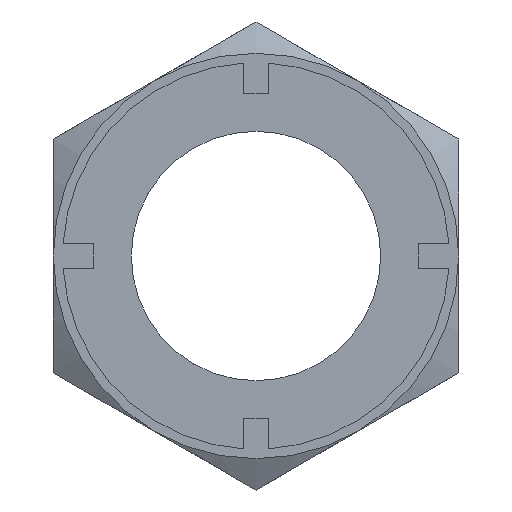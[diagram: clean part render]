
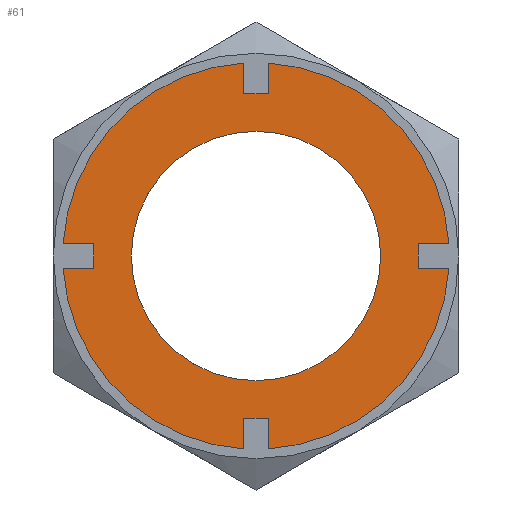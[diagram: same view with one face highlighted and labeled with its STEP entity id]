
A CAD part, left-side view. The second image highlights one B-rep face of the part: STEP entity #61.
In plain terms, the highlighted planar face has unit normal (-1, 0, 0).
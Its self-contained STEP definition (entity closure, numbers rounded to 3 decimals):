
#61=ADVANCED_FACE('',(#116,#117),#118,.T.);
#116=FACE_BOUND('',#197,.T.);
#117=FACE_OUTER_BOUND('',#198,.T.);
#118=PLANE('',#199);
#197=EDGE_LOOP('',(#353,#354));
#198=EDGE_LOOP('',(#355,#356,#357,#358,#359,#360,#361,#362,#363,#364,#365,#366,#367,#368,#369,#370));
#199=AXIS2_PLACEMENT_3D('',#371,#372,#373);
#353=ORIENTED_EDGE('',*,*,#558,.T.);
#354=ORIENTED_EDGE('',*,*,#562,.T.);
#355=ORIENTED_EDGE('',*,*,#571,.T.);
#356=ORIENTED_EDGE('',*,*,#568,.T.);
#357=ORIENTED_EDGE('',*,*,#565,.T.);
#358=ORIENTED_EDGE('',*,*,#599,.F.);
#359=ORIENTED_EDGE('',*,*,#581,.T.);
#360=ORIENTED_EDGE('',*,*,#578,.T.);
#361=ORIENTED_EDGE('',*,*,#575,.T.);
#362=ORIENTED_EDGE('',*,*,#597,.F.);
#363=ORIENTED_EDGE('',*,*,#591,.T.);
#364=ORIENTED_EDGE('',*,*,#588,.T.);
#365=ORIENTED_EDGE('',*,*,#585,.T.);
#366=ORIENTED_EDGE('',*,*,#595,.F.);
#367=ORIENTED_EDGE('',*,*,#603,.T.);
#368=ORIENTED_EDGE('',*,*,#604,.T.);
#369=ORIENTED_EDGE('',*,*,#605,.T.);
#370=ORIENTED_EDGE('',*,*,#600,.F.);
#371=CARTESIAN_POINT('',(-43.0,25.0,0.0));
#372=DIRECTION('',(-1.0,0.0,0.0));
#373=DIRECTION('',(0.0,0.0,1.0));
#558=EDGE_CURVE('',#656,#653,#657,.T.);
#562=EDGE_CURVE('',#653,#656,#662,.T.);
#565=EDGE_CURVE('',#668,#666,#669,.T.);
#568=EDGE_CURVE('',#673,#668,#674,.T.);
#571=EDGE_CURVE('',#678,#673,#679,.T.);
#575=EDGE_CURVE('',#686,#684,#687,.T.);
#578=EDGE_CURVE('',#691,#686,#692,.T.);
#581=EDGE_CURVE('',#696,#691,#697,.T.);
#585=EDGE_CURVE('',#704,#702,#705,.T.);
#588=EDGE_CURVE('',#709,#704,#710,.T.);
#591=EDGE_CURVE('',#714,#709,#715,.T.);
#595=EDGE_CURVE('',#719,#702,#721,.T.);
#597=EDGE_CURVE('',#714,#684,#723,.T.);
#599=EDGE_CURVE('',#696,#666,#725,.T.);
#600=EDGE_CURVE('',#678,#726,#727,.T.);
#603=EDGE_CURVE('',#719,#731,#732,.T.);
#604=EDGE_CURVE('',#731,#733,#734,.T.);
#605=EDGE_CURVE('',#733,#726,#735,.T.);
#653=VERTEX_POINT('',#809);
#656=VERTEX_POINT('',#813);
#657=CIRCLE('',#814,20.0);
#662=CIRCLE('',#820,20.0);
#666=VERTEX_POINT('',#825);
#668=VERTEX_POINT('',#828);
#669=LINE('',#829,#830);
#673=VERTEX_POINT('',#836);
#674=LINE('',#837,#838);
#678=VERTEX_POINT('',#844);
#679=LINE('',#845,#846);
#684=VERTEX_POINT('',#853);
#686=VERTEX_POINT('',#856);
#687=LINE('',#857,#858);
#691=VERTEX_POINT('',#864);
#692=LINE('',#865,#866);
#696=VERTEX_POINT('',#872);
#697=LINE('',#873,#874);
#702=VERTEX_POINT('',#881);
#704=VERTEX_POINT('',#884);
#705=LINE('',#885,#886);
#709=VERTEX_POINT('',#892);
#710=LINE('',#893,#894);
#714=VERTEX_POINT('',#900);
#715=LINE('',#901,#902);
#719=VERTEX_POINT('',#907);
#721=CIRCLE('',#910,31.0);
#723=CIRCLE('',#912,31.0);
#725=CIRCLE('',#914,31.0);
#726=VERTEX_POINT('',#915);
#727=CIRCLE('',#916,31.0);
#731=VERTEX_POINT('',#921);
#732=LINE('',#922,#923);
#733=VERTEX_POINT('',#924);
#734=LINE('',#925,#926);
#735=LINE('',#927,#928);
#809=CARTESIAN_POINT('',(-43.0,0.,20.0));
#813=CARTESIAN_POINT('',(-43.0,0.,-20.0));
#814=AXIS2_PLACEMENT_3D('',#1230,#1231,#1232);
#820=AXIS2_PLACEMENT_3D('',#1240,#1241,#1242);
#825=CARTESIAN_POINT('',(-43.0,-2.,-30.935));
#828=CARTESIAN_POINT('',(-43.0,-2.,-26.0));
#829=CARTESIAN_POINT('',(-43.0,-2.0,-15.468));
#830=VECTOR('',#1245,10.0);
#836=CARTESIAN_POINT('',(-43.0,2.0,-26.0));
#837=CARTESIAN_POINT('',(-43.0,11.5,-26.0));
#838=VECTOR('',#1248,10.0);
#844=CARTESIAN_POINT('',(-43.0,2.,-30.935));
#845=CARTESIAN_POINT('',(-43.0,2.0,-13.0));
#846=VECTOR('',#1251,10.0);
#853=CARTESIAN_POINT('',(-43.0,-30.935,2.0));
#856=CARTESIAN_POINT('',(-43.0,-26.0,2.0));
#857=CARTESIAN_POINT('',(-43.0,-2.968,2.0));
#858=VECTOR('',#1255,10.0);
#864=CARTESIAN_POINT('',(-43.0,-26.0,-2.0));
#865=CARTESIAN_POINT('',(-43.0,-26.0,1.));
#866=VECTOR('',#1258,10.0);
#872=CARTESIAN_POINT('',(-43.0,-30.935,-2.0));
#873=CARTESIAN_POINT('',(-43.0,-0.5,-2.0));
#874=VECTOR('',#1261,10.0);
#881=CARTESIAN_POINT('',(-43.0,2.0,30.935));
#884=CARTESIAN_POINT('',(-43.0,2.0,26.0));
#885=CARTESIAN_POINT('',(-43.0,2.0,15.468));
#886=VECTOR('',#1265,10.0);
#892=CARTESIAN_POINT('',(-43.0,-2.0,26.0));
#893=CARTESIAN_POINT('',(-43.0,13.5,26.0));
#894=VECTOR('',#1268,10.0);
#900=CARTESIAN_POINT('',(-43.0,-2.0,30.935));
#901=CARTESIAN_POINT('',(-43.0,-2.0,13.0));
#902=VECTOR('',#1271,10.0);
#907=CARTESIAN_POINT('',(-43.0,30.935,2.0));
#910=AXIS2_PLACEMENT_3D('',#1277,#1278,#1279);
#912=AXIS2_PLACEMENT_3D('',#1283,#1284,#1285);
#914=AXIS2_PLACEMENT_3D('',#1289,#1290,#1291);
#915=CARTESIAN_POINT('',(-43.0,30.935,-2.0));
#916=AXIS2_PLACEMENT_3D('',#1292,#1293,#1294);
#921=CARTESIAN_POINT('',(-43.0,26.0,2.0));
#922=CARTESIAN_POINT('',(-43.0,25.5,2.0));
#923=VECTOR('',#1299,10.0);
#924=CARTESIAN_POINT('',(-43.0,26.0,-2.0));
#925=CARTESIAN_POINT('',(-43.0,26.0,-1.0));
#926=VECTOR('',#1300,10.0);
#927=CARTESIAN_POINT('',(-43.0,27.968,-2.0));
#928=VECTOR('',#1301,10.0);
#1230=CARTESIAN_POINT('',(-43.0,0.0,0.0));
#1231=DIRECTION('',(1.0,0.0,-0.0));
#1232=DIRECTION('',(0.0,0.,1.0));
#1240=CARTESIAN_POINT('',(-43.0,0.0,0.0));
#1241=DIRECTION('',(1.0,0.0,-0.0));
#1242=DIRECTION('',(0.0,0.,1.0));
#1245=DIRECTION('',(0.0,0.,-1.0));
#1248=DIRECTION('',(0.0,-1.0,0.));
#1251=DIRECTION('',(0.0,0.,1.0));
#1255=DIRECTION('',(0.0,-1.0,0.));
#1258=DIRECTION('',(0.0,0.,1.0));
#1261=DIRECTION('',(0.0,1.0,0.));
#1265=DIRECTION('',(0.0,0.,1.0));
#1268=DIRECTION('',(0.0,1.0,0.));
#1271=DIRECTION('',(0.0,0.,-1.0));
#1277=CARTESIAN_POINT('',(-43.0,0.0,0.0));
#1278=DIRECTION('',(1.0,0.0,0.0));
#1279=DIRECTION('',(0.0,1.0,0.0));
#1283=CARTESIAN_POINT('',(-43.0,0.0,0.0));
#1284=DIRECTION('',(1.0,0.0,0.0));
#1285=DIRECTION('',(0.0,1.0,0.0));
#1289=CARTESIAN_POINT('',(-43.0,0.0,0.0));
#1290=DIRECTION('',(1.0,0.0,0.0));
#1291=DIRECTION('',(0.0,1.0,0.0));
#1292=CARTESIAN_POINT('',(-43.0,0.0,0.0));
#1293=DIRECTION('',(1.0,0.0,0.0));
#1294=DIRECTION('',(0.0,1.0,0.0));
#1299=DIRECTION('',(0.0,-1.0,0.));
#1300=DIRECTION('',(0.0,0.0,-1.0));
#1301=DIRECTION('',(0.0,1.0,0.0));
